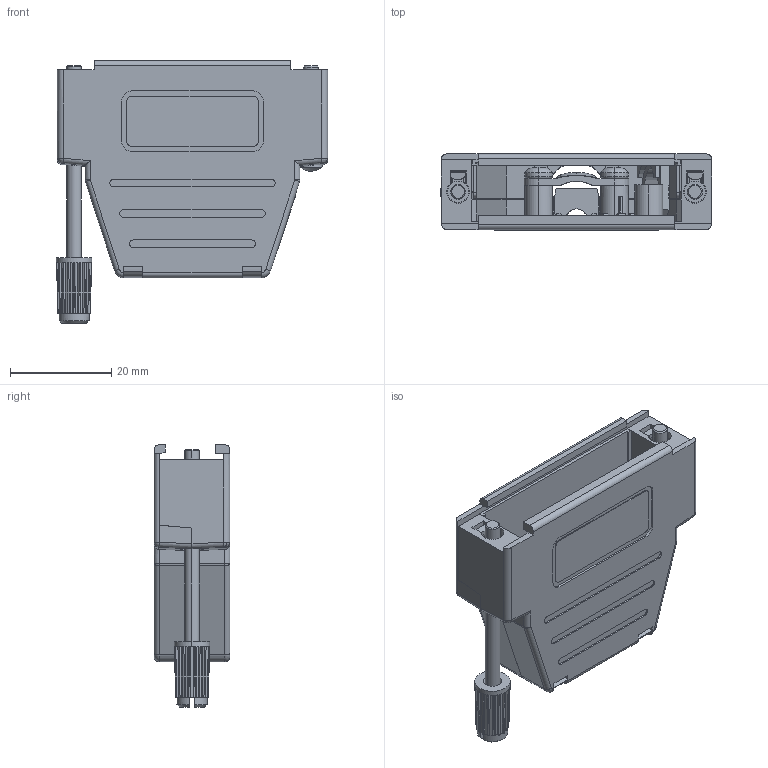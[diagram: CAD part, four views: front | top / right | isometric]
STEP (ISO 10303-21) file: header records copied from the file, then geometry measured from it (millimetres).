
FILE_DESCRIPTION (( 'STEP AP214' ), '1' );
FILE_NAME ('6260-0107-03.STEP', '2022-03-30T08:51:57', ( '' ), ( '' ), 'SwSTEP 2.0', 'SolidWorks 2021', '' );
FILE_SCHEMA (( 'AUTOMOTIVE_DESIGN' ));
Length unit declared in the file: millimetre
Products named in the file (9): 6826-0133-01; 6260-0107-03; 6718-0101-01; 6822-0128-01; 6855-0109-01; 6830-0106-01; 6811-0132-11 Part 2; 6811-0132-11 Part 1; 6838-0109-01
Assembly tree (9 placements, depth 2):
  6260-0107-03
    6811-0132-11 Part 1
    6718-0101-01
    6811-0132-11 Part 2
    6822-0128-01
    6826-0133-01
    6830-0106-01
    6838-0109-01
    6855-0109-01  x2
Bounding box: 53.7 x 15 x 52 mm (x, y, z)
Volume: 10952 mm3; surface area: 15625.9 mm2
Topology: 11 solids, 11 shells, 858 faces, 2216 edges, 1413 vertices
Faces by surface type: plane 599, cylinder 181, cone 40, bspline 18, torus 13, sphere 7
Entity records: 26322 total; most frequent: CARTESIAN_POINT 5940, ORIENTED_EDGE 4256, DIRECTION 4029, EDGE_CURVE 2128, LINE 1487, VECTOR 1487, VERTEX_POINT 1359, AXIS2_PLACEMENT_3D 1271
